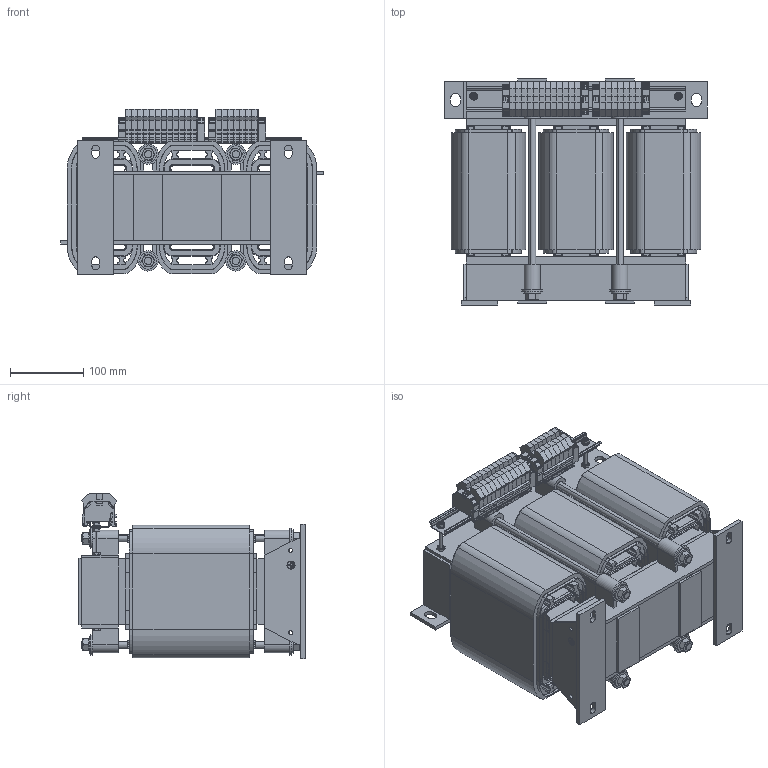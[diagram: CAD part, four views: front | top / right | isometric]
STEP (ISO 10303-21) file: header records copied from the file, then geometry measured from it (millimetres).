
FILE_DESCRIPTION (( 'STEP AP214' ), '1' );
FILE_NAME ('TZAU039-02_-.STEP', '2023-12-01T10:31:09', ( '' ), ( '' ), 'SwSTEP 2.0', 'SolidWorks 2022', '' );
FILE_SCHEMA (( 'AUTOMOTIVE_DESIGN' ));
Length unit declared in the file: millimetre
Products named in the file (33): Schenkelpakete_Schenkelpaket 060 x180 x090; TT60165-01-SPT-001_(Standard); Hex Nut Style 1 GradeAB_ISO_ISO - 4032 - M5 - D - C; Conical Spring Washer 1_DIN_DIN 6796-5; TG19061-02-SAT-001_(Standard); TT51024-03-SPT-001_(Standard); SN 72539-592 Luftkanalleisten Form C2_(NT73471-71+L-KLE C2-10X12,0X 5X 176+SN 72539-2,0 - 2,50-NF); Weld nut 01_DIN_DIN 929-M5-N; TZAU039-02_-; TT50029-97-SPT-001_(Standard); SN 56203-20 Platten Form A_(NT56109-63+PLA A  179X  25X 0,3+SN 56203-NOMEX 410); TT54123-01-SPT-001_(Standard); ISO 4766 Gewindestifte_(NT60006-84+ISO 4766-14H-A3L+STIFT M  5  X 45); TT60176-18-SPT-001_(Standard); DIN 976-1 Gewindebolzen_(NT60403-47+DIN  976-9SMN28K-A3L+GEW-BOLZEN A M10  X 300); Wicklung_TAU3796-0AB40-8YA0_(Standard); Jochpakete_Jochpaket 060 x300 x090; TG13126-137-SAT-001_(Standard); TT31112-18-SPT-001_(Standard); Conical Spring Washer 1_DIN_DIN 6796-10; TG54052-25-SAT-001_(Standard); Hex Nut Style 1 GradeAB_ISO_Hexagon Nut ISO - 4032 - M10 - D - N; NT71121-45+ KLEMME  6mm2 TS 35 + SN70091-GREY_(Standard); NT71108-30 KLZU-WAG-KLAMM TS35 10MM + SN70091-WAGO-NR 249-117_(Standard); SN 60703-52 Scheiben Form RM_(NT60700-19+SHB  RM-0-10,5X28,0X 2,5+SN 60703-52-ST-A3L); SN 54249-20_Platte_A_(NT50108-25+SN 54249-20 S235JRG2-A+PLA A  300X  50X 5); TT50014-122-SPT-001_(Standard); TG13127-136-SAT-001_(Standard); TG54053-03-SAT-001_(Standard); SN 73061-12 Tragschienen Typ H1S_(NT71114-81+SN 73061- 10-290+SCHIEN H1SX300- 6,0-21,5); SN 54249-20_Platte_A_(NT50107-16+SN 54249-20 S235JRG2-A+PLA A   91X  40X 4); NT71121-42 ABSCHLUSSPLATTE   6 MM2 SN 70091-GREY_(Standard); SN 54249-20_Platte_A_(NT50163-57+SN 54249-20 S235JRG2-A+PLA A   91X  50X 4,0)
Assembly tree (107 placements, depth 4):
  TZAU039-02_-
    TG13127-136-SAT-001_(Standard)
      Jochpakete_Jochpaket 060 x300 x090
      TT50014-122-SPT-001_(Standard)  x2
      TT50029-97-SPT-001_(Standard)  x2
      SN 54249-20_Platte_A_(NT50107-16+SN 54249-20 S235JRG2-A+PLA A   91X  40X 4)  x2
      TG54053-03-SAT-001_(Standard)  x2
        TT54123-01-SPT-001_(Standard)
        SN 54249-20_Platte_A_(NT50108-25+SN 54249-20 S235JRG2-A+PLA A  300X  50X 5)
    TG13126-137-SAT-001_(Standard)
      Jochpakete_Jochpaket 060 x300 x090
      TG54052-25-SAT-001_(Standard)  x2
        TT51024-03-SPT-001_(Standard)
        Weld nut 01_DIN_DIN 929-M5-N
        TT54123-01-SPT-001_(Standard)
      SN 54249-20_Platte_A_(NT50163-57+SN 54249-20 S235JRG2-A+PLA A   91X  50X 4,0)  x2
      SN 54249-20_Platte_A_(NT50107-16+SN 54249-20 S235JRG2-A+PLA A   91X  40X 4)  x2
    TG19061-02-SAT-001_(Standard)  x3
      Schenkelpakete_Schenkelpaket 060 x180 x090
      TT31112-18-SPT-001_(Standard)
      SN 56203-20 Platten Form A_(NT56109-63+PLA A  179X  25X 0,3+SN 56203-NOMEX 410)
      Wicklung_TAU3796-0AB40-8YA0_(Standard)
      SN 72539-592 Luftkanalleisten Form C2_(NT73471-71+L-KLE C2-10X12,0X 5X 176+SN 72539-2,0 - 2,50-NF)
    SN 73061-12 Tragschienen Typ H1S_(NT71114-81+SN 73061- 10-290+SCHIEN H1SX300- 6,0-21,5)
    DIN 976-1 Gewindebolzen_(NT60403-47+DIN  976-9SMN28K-A3L+GEW-BOLZEN A M10  X 300)  x4
    TT60165-01-SPT-001_(Standard)
    TT60176-18-SPT-001_(Standard)
    SN 60703-52 Scheiben Form RM_(NT60700-19+SHB  RM-0-10,5X28,0X 2,5+SN 60703-52-ST-A3L)  x8
    Conical Spring Washer 1_DIN_DIN 6796-10  x8
    Hex Nut Style 1 GradeAB_ISO_Hexagon Nut ISO - 4032 - M10 - D - N  x8
    ISO 4766 Gewindestifte_(NT60006-84+ISO 4766-14H-A3L+STIFT M  5  X 45)  x2
    Conical Spring Washer 1_DIN_DIN 6796-5  x4
    Hex Nut Style 1 GradeAB_ISO_ISO - 4032 - M5 - D - C  x4
    NT71121-45+ KLEMME  6mm2 TS 35 + SN70091-GREY_(Standard)  x19
    NT71108-30 KLZU-WAG-KLAMM TS35 10MM + SN70091-WAGO-NR 249-117_(Standard)  x4
    NT71121-42 ABSCHLUSSPLATTE   6 MM2 SN 70091-GREY_(Standard)  x2
Bounding box: 360 x 310 x 226.54 mm (x, y, z)
Volume: 11896597.7 mm3; surface area: 3877870.5 mm2
Topology: 145 solids, 145 shells, 3506 faces, 9175 edges, 5984 vertices
Faces by surface type: plane 2101, cylinder 1059, cone 258, bspline 80, torus 8
Entity records: 26387 total; most frequent: CARTESIAN_POINT 5219, DIRECTION 3575, ORIENTED_EDGE 3416, EDGE_CURVE 1708, AXIS2_PLACEMENT_3D 1219, VECTOR 1137, LINE 1137, VERTEX_POINT 1111
